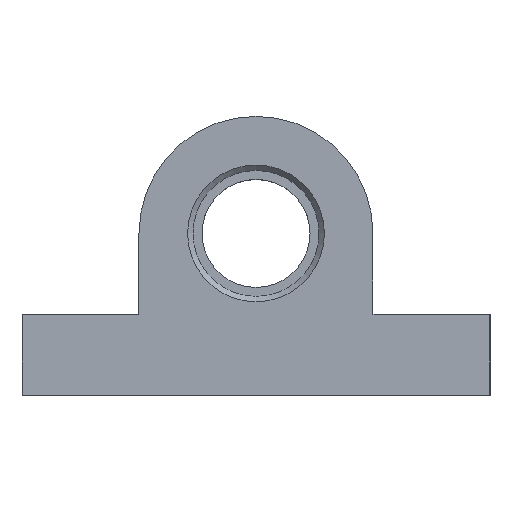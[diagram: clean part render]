
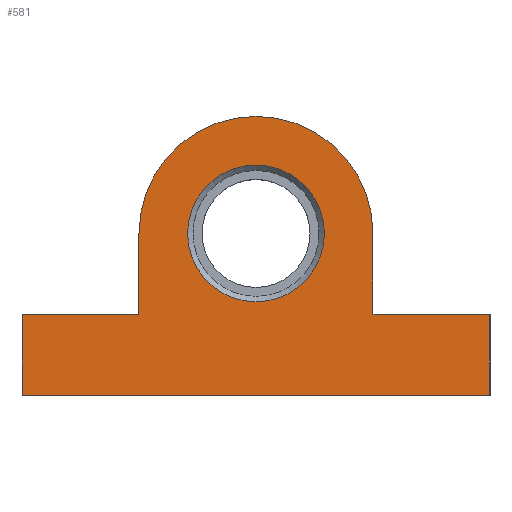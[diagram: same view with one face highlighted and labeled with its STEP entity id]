
A CAD part, top view. The second image highlights one B-rep face of the part: STEP entity #581.
In plain terms, the highlighted planar face has unit normal (0, 0, 1).
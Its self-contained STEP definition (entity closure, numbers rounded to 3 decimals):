
#30=LINE('',#799,#56);
#34=LINE('',#808,#60);
#36=LINE('',#817,#62);
#37=LINE('',#819,#63);
#38=LINE('',#821,#64);
#39=LINE('',#823,#65);
#40=LINE('',#825,#66);
#56=VECTOR('',#671,1000.);
#60=VECTOR('',#677,1000.);
#62=VECTOR('',#689,1000.);
#63=VECTOR('',#690,1000.);
#64=VECTOR('',#691,1000.);
#65=VECTOR('',#692,1000.);
#66=VECTOR('',#693,1000.);
#82=PLANE('',#617);
#105=ORIENTED_EDGE('',*,*,#203,.T.);
#106=ORIENTED_EDGE('',*,*,#195,.T.);
#107=ORIENTED_EDGE('',*,*,#204,.F.);
#108=ORIENTED_EDGE('',*,*,#205,.T.);
#109=ORIENTED_EDGE('',*,*,#206,.T.);
#110=ORIENTED_EDGE('',*,*,#207,.F.);
#111=ORIENTED_EDGE('',*,*,#208,.F.);
#112=ORIENTED_EDGE('',*,*,#199,.T.);
#113=ORIENTED_EDGE('',*,*,#202,.T.);
#195=EDGE_CURVE('',#246,#245,#30,.T.);
#199=EDGE_CURVE('',#250,#249,#34,.T.);
#202=EDGE_CURVE('',#249,#246,#283,.T.);
#203=EDGE_CURVE('',#251,#251,#284,.T.);
#204=EDGE_CURVE('',#252,#245,#36,.T.);
#205=EDGE_CURVE('',#252,#253,#37,.T.);
#206=EDGE_CURVE('',#253,#254,#38,.T.);
#207=EDGE_CURVE('',#255,#254,#39,.T.);
#208=EDGE_CURVE('',#250,#255,#40,.T.);
#245=VERTEX_POINT('',#798);
#246=VERTEX_POINT('',#800);
#249=VERTEX_POINT('',#807);
#250=VERTEX_POINT('',#809);
#251=VERTEX_POINT('',#816);
#252=VERTEX_POINT('',#818);
#253=VERTEX_POINT('',#820);
#254=VERTEX_POINT('',#822);
#255=VERTEX_POINT('',#824);
#283=CIRCLE('',#616,13.);
#284=CIRCLE('',#618,7.6);
#309=EDGE_LOOP('',(#105));
#310=EDGE_LOOP('',(#106,#107,#108,#109,#110,#111,#112,#113));
#351=FACE_BOUND('',#309,.T.);
#352=FACE_BOUND('',#310,.T.);
#581=ADVANCED_FACE('',(#351,#352),#82,.T.);
#616=AXIS2_PLACEMENT_3D('',#813,#683,#684);
#617=AXIS2_PLACEMENT_3D('',#814,#685,#686);
#618=AXIS2_PLACEMENT_3D('',#815,#687,#688);
#671=DIRECTION('',(0.,-1.,0.));
#677=DIRECTION('',(0.,1.,0.));
#683=DIRECTION('',(0.,0.,1.));
#684=DIRECTION('',(1.,0.,0.));
#685=DIRECTION('',(0.,0.,1.));
#686=DIRECTION('',(1.,0.,0.));
#687=DIRECTION('',(0.,0.,-1.));
#688=DIRECTION('',(-1.,0.,0.));
#689=DIRECTION('',(1.,0.,0.));
#690=DIRECTION('',(0.,-1.,0.));
#691=DIRECTION('',(1.,0.,0.));
#692=DIRECTION('',(0.,-1.,0.));
#693=DIRECTION('',(1.,0.,0.));
#798=CARTESIAN_POINT('',(-13.,9.,5.25));
#799=CARTESIAN_POINT('',(-13.,18.,5.25));
#800=CARTESIAN_POINT('',(-13.,18.,5.25));
#807=CARTESIAN_POINT('',(13.,18.,5.25));
#808=CARTESIAN_POINT('',(13.,9.,5.25));
#809=CARTESIAN_POINT('',(13.,9.,5.25));
#813=CARTESIAN_POINT('',(0.,18.,5.25));
#814=CARTESIAN_POINT('',(0.,18.,5.25));
#815=CARTESIAN_POINT('',(0.,18.,5.25));
#816=CARTESIAN_POINT('',(-7.6,18.,5.25));
#817=CARTESIAN_POINT('',(-25.9,9.,5.25));
#818=CARTESIAN_POINT('',(-25.9,9.,5.25));
#819=CARTESIAN_POINT('',(-25.9,9.,5.25));
#820=CARTESIAN_POINT('',(-25.9,0.,5.25));
#821=CARTESIAN_POINT('',(-25.9,0.,5.25));
#822=CARTESIAN_POINT('',(25.9,0.,5.25));
#823=CARTESIAN_POINT('',(25.9,9.,5.25));
#824=CARTESIAN_POINT('',(25.9,9.,5.25));
#825=CARTESIAN_POINT('',(-25.9,9.,5.25));
